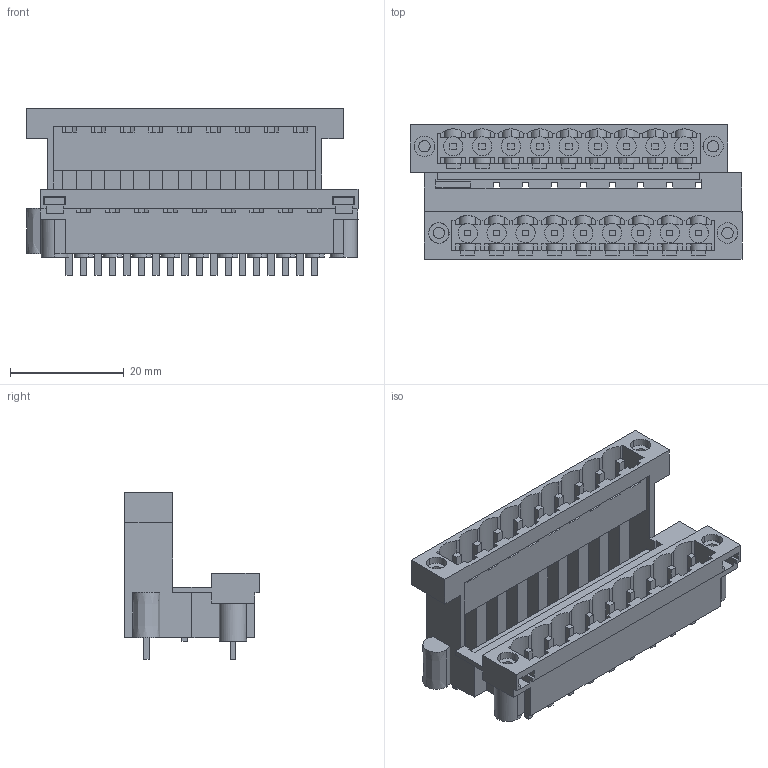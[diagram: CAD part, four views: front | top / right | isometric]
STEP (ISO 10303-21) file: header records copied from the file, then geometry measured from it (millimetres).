
FILE_DESCRIPTION(('CATIA V5 STEP Exchange','CAx-IF Rec.Pracs.--- Model Styling and Organization---1.2---2011-12-15'),'2;1');
FILE_NAME ('D1456915_0_1829080000_1829080000.stp','2018-04-19T13:07:35+00:00',('none'),('Weidmueller'),'CATIA Version 5-6 Release 2014','CATIA V5 STEP AP214','none');
FILE_SCHEMA(('AUTOMOTIVE_DESIGN { 1 0 10303 214 1 1 1 1 }'));
Length unit declared in the file: millimetre
Products named in the file (1): 1829080000
Bounding box: 58.42 x 23.67 x 29.36 mm (x, y, z)
Volume: 8610.5 mm3; surface area: 15751 mm2
Topology: 24 solids, 33 shells, 912 faces, 2850 edges, 1975 vertices
Faces by surface type: plane 742, cylinder 166, extrusion 4
Entity records: 30331 total; most frequent: CARTESIAN_POINT 6573, ORIENTED_EDGE 5700, DIRECTION 3677, EDGE_CURVE 2850, VECTOR 2278, LINE 2274, VERTEX_POINT 1975, EDGE_LOOP 993
